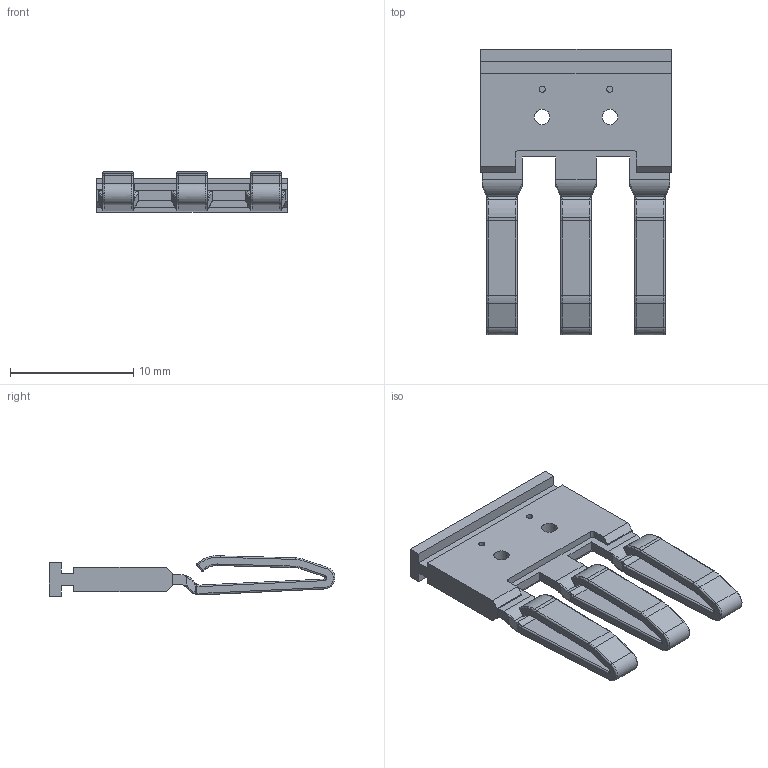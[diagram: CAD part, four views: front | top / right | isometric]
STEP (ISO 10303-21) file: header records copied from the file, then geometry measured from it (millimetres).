
FILE_DESCRIPTION (( 'STEP AP214' ), '1' );
FILE_NAME ('KN-3JM10.step', '2015-05-04T11:22:26', ( '' ), ( '' ), 'SwSTEP 2.0', 'SolidWorks 2014', '' );
FILE_SCHEMA (( 'AUTOMOTIVE_DESIGN' ));
Length unit declared in the file: millimetre
Products named in the file (1): KN-3JM10
Bounding box: 15.5 x 23.19 x 3.3 mm (x, y, z)
Volume: 422.3 mm3; surface area: 945.5 mm2
Topology: 1 solids, 1 shells, 319 faces, 780 edges, 461 vertices
Faces by surface type: cylinder 130, plane 84, torus 54, bspline 36, sphere 15
Entity records: 10659 total; most frequent: CARTESIAN_POINT 2935, ORIENTED_EDGE 1536, DIRECTION 1524, EDGE_CURVE 768, AXIS2_PLACEMENT_3D 592, VERTEX_POINT 455, VECTOR 340, LINE 340
